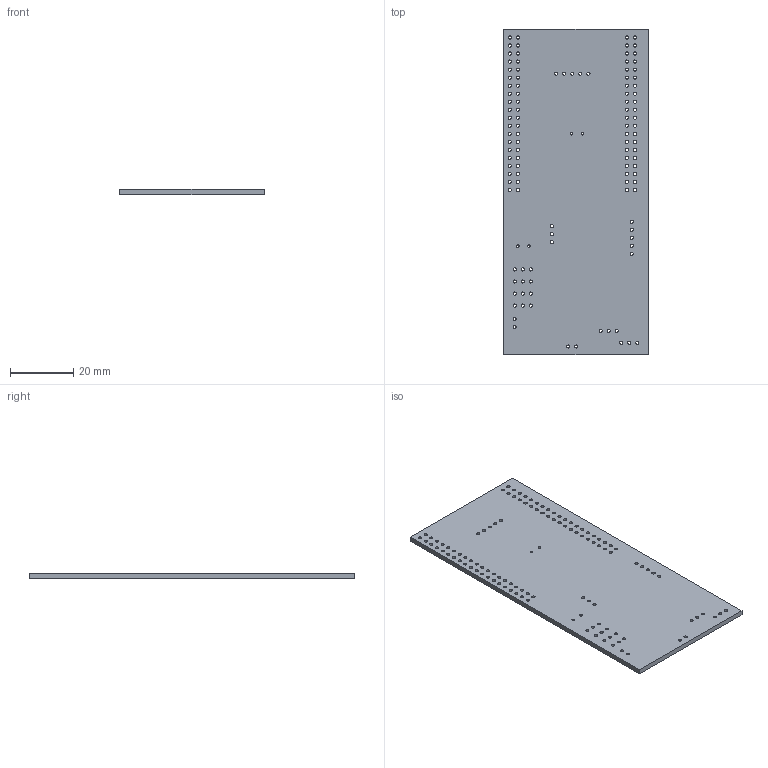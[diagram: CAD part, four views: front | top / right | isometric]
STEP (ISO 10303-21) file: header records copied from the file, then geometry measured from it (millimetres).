
FILE_DESCRIPTION(('KiCad electronic assembly'),'2;1');
FILE_NAME('module-hardware.step','2022-10-07T12:07:33',('Pcbnew'),( 'Kicad'),'Open CASCADE STEP processor 7.6','KiCad to STEP converter' ,'Unknown');
FILE_SCHEMA(('AUTOMOTIVE_DESIGN { 1 0 10303 214 1 1 1 1 }'));
Length unit declared in the file: millimetre
Products named in the file (2): module-hardware 1; module-hardware PCB
Assembly tree (1 placements, depth 2):
  module-hardware 1
    module-hardware PCB
Bounding box: 45.72 x 102.87 x 1.6 mm (x, y, z)
Volume: 7377.4 mm3; surface area: 10291.4 mm2
Topology: 1 solids, 1 shells, 125 faces, 369 edges, 246 vertices
Faces by surface type: cylinder 119, plane 6
Full cylindrical faces by diameter (mm): 0.8 x4, 1 x115
Entity records: 10355 total; most frequent: CARTESIAN_POINT 2908, DIRECTION 1361, ORIENTED_EDGE 738, PCURVE 738, DEFINITIONAL_REPRESENTATION 738, LINE 631, VECTOR 631, EDGE_CURVE 369
